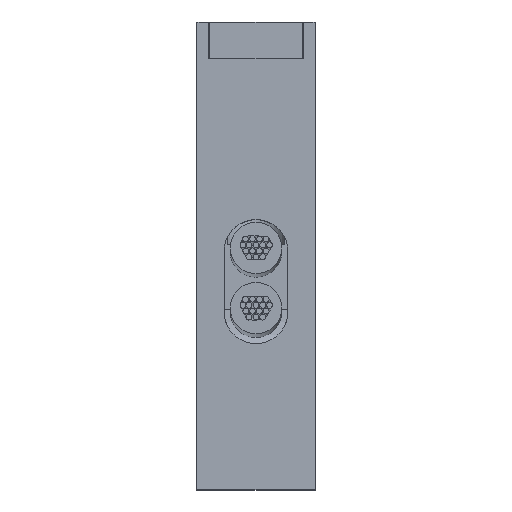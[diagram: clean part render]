
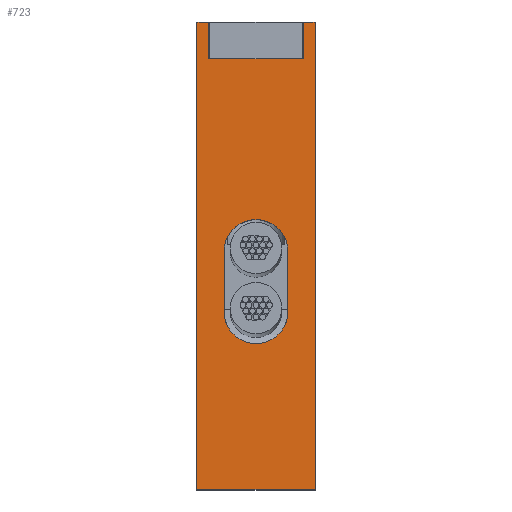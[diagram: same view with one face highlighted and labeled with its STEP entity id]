
A CAD part, top view. The second image highlights one B-rep face of the part: STEP entity #723.
In plain terms, the highlighted face is planar.
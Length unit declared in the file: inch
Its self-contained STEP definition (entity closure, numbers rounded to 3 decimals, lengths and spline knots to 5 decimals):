
#13=DIRECTION('',(0.,-1.,0.));
#14=VECTOR('',#13,0.79);
#15=CARTESIAN_POINT('',(0.,0.79,-0.1));
#16=LINE('',#15,#14);
#47=DIRECTION('',(0.,0.,1.));
#48=VECTOR('',#47,0.2);
#49=CARTESIAN_POINT('',(0.,0.,-0.1));
#50=LINE('',#49,#48);
#51=DIRECTION('',(0.,-1.,0.));
#52=VECTOR('',#51,0.0625);
#53=CARTESIAN_POINT('',(0.,0.79,0.08));
#54=LINE('',#53,#52);
#55=DIRECTION('',(0.,0.,1.));
#56=VECTOR('',#55,0.02);
#57=CARTESIAN_POINT('',(0.,0.79,0.08));
#58=LINE('',#57,#56);
#59=DIRECTION('',(0.,0.,1.));
#60=VECTOR('',#59,0.02);
#61=CARTESIAN_POINT('',(0.,0.79,-0.1));
#62=LINE('',#61,#60);
#63=DIRECTION('',(0.,-1.,0.));
#64=VECTOR('',#63,0.0625);
#65=CARTESIAN_POINT('',(0.,0.79,-0.08));
#66=LINE('',#65,#64);
#67=DIRECTION('',(0.,0.,-1.));
#68=VECTOR('',#67,0.16);
#69=CARTESIAN_POINT('',(0.,0.7275,0.08));
#70=LINE('',#69,#68);
#71=CARTESIAN_POINT('',(0.,0.402,0.));
#72=DIRECTION('',(-1.,0.,0.));
#73=DIRECTION('',(0.,0.,1.));
#74=AXIS2_PLACEMENT_3D('',#71,#72,#73);
#76=DIRECTION('',(0.,-1.,0.));
#77=VECTOR('',#76,0.102);
#78=CARTESIAN_POINT('',(0.,0.402,-0.054));
#79=LINE('',#78,#77);
#80=CARTESIAN_POINT('',(0.,0.3,0.));
#81=DIRECTION('',(-1.,0.,0.));
#82=DIRECTION('',(0.,0.,-1.));
#83=AXIS2_PLACEMENT_3D('',#80,#81,#82);
#85=DIRECTION('',(0.,1.,0.));
#86=VECTOR('',#85,0.102);
#87=CARTESIAN_POINT('',(0.,0.3,0.054));
#88=LINE('',#87,#86);
#151=DIRECTION('',(0.,-1.,0.));
#152=VECTOR('',#151,0.79);
#153=CARTESIAN_POINT('',(0.,0.79,0.1));
#154=LINE('',#153,#152);
#508=CARTESIAN_POINT('',(0.,0.,-0.1));
#510=VERTEX_POINT('',#508);
#514=CARTESIAN_POINT('',(0.,0.79,-0.1));
#515=VERTEX_POINT('',#514);
#516=CARTESIAN_POINT('',(0.,0.,0.1));
#518=VERTEX_POINT('',#516);
#522=CARTESIAN_POINT('',(0.,0.79,0.1));
#523=VERTEX_POINT('',#522);
#532=CARTESIAN_POINT('',(0.,0.79,0.08));
#533=VERTEX_POINT('',#532);
#534=CARTESIAN_POINT('',(0.,0.79,-0.08));
#535=VERTEX_POINT('',#534);
#536=CARTESIAN_POINT('',(0.,0.7275,0.08));
#537=VERTEX_POINT('',#536);
#538=CARTESIAN_POINT('',(0.,0.7275,-0.08));
#539=VERTEX_POINT('',#538);
#611=CARTESIAN_POINT('',(0.,0.402,0.054));
#612=VERTEX_POINT('',#611);
#613=CARTESIAN_POINT('',(0.,0.402,-0.054));
#614=VERTEX_POINT('',#613);
#615=CARTESIAN_POINT('',(0.,0.3,-0.054));
#616=VERTEX_POINT('',#615);
#617=CARTESIAN_POINT('',(0.,0.3,0.054));
#618=VERTEX_POINT('',#617);
#692=CARTESIAN_POINT('',(0.,0.79,-0.1));
#693=DIRECTION('',(-1.,0.,0.));
#694=DIRECTION('',(0.,-1.,0.));
#695=AXIS2_PLACEMENT_3D('',#692,#693,#694);
#696=PLANE('',#695);
#698=ORIENTED_EDGE('',*,*,#697,.F.);
#700=ORIENTED_EDGE('',*,*,#699,.T.);
#702=ORIENTED_EDGE('',*,*,#701,.T.);
#703=ORIENTED_EDGE('',*,*,#683,.F.);
#704=ORIENTED_EDGE('',*,*,#654,.F.);
#706=ORIENTED_EDGE('',*,*,#705,.T.);
#708=ORIENTED_EDGE('',*,*,#707,.T.);
#710=ORIENTED_EDGE('',*,*,#709,.F.);
#711=EDGE_LOOP('',(#698,#700,#702,#703,#704,#706,#708,#710));
#712=FACE_OUTER_BOUND('',#711,.F.);
#714=ORIENTED_EDGE('',*,*,#713,.T.);
#716=ORIENTED_EDGE('',*,*,#715,.T.);
#718=ORIENTED_EDGE('',*,*,#717,.T.);
#720=ORIENTED_EDGE('',*,*,#719,.T.);
#721=EDGE_LOOP('',(#714,#716,#718,#720));
#722=FACE_BOUND('',#721,.F.);
#723=ADVANCED_FACE('',(#712,#722),#696,.T.);
#75=CIRCLE('',#74,0.054);
#84=CIRCLE('',#83,0.054);
#654=EDGE_CURVE('',#515,#510,#16,.T.);
#683=EDGE_CURVE('',#510,#518,#50,.T.);
#697=EDGE_CURVE('',#533,#537,#54,.T.);
#699=EDGE_CURVE('',#533,#523,#58,.T.);
#701=EDGE_CURVE('',#523,#518,#154,.T.);
#705=EDGE_CURVE('',#515,#535,#62,.T.);
#707=EDGE_CURVE('',#535,#539,#66,.T.);
#709=EDGE_CURVE('',#537,#539,#70,.T.);
#713=EDGE_CURVE('',#612,#614,#75,.T.);
#715=EDGE_CURVE('',#614,#616,#79,.T.);
#717=EDGE_CURVE('',#616,#618,#84,.T.);
#719=EDGE_CURVE('',#618,#612,#88,.T.);
